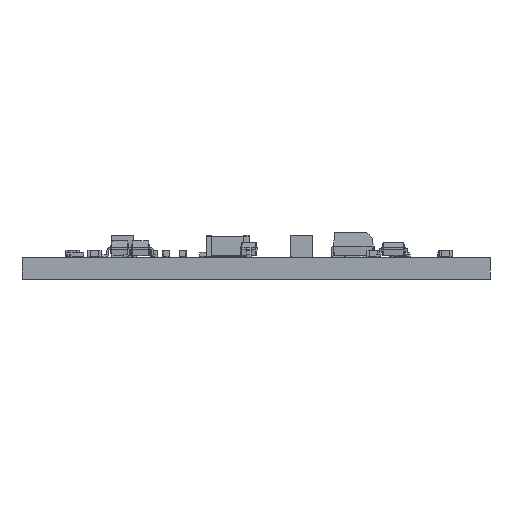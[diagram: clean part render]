
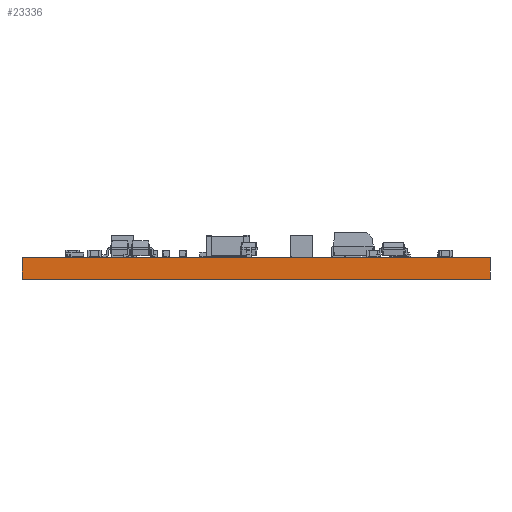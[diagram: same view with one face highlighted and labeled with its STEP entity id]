
A CAD part, front view. The second image highlights one B-rep face of the part: STEP entity #23336.
In plain terms, the highlighted planar face has unit normal (0, -1, 0).
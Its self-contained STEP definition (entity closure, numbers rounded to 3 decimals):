
#23155 = PLANE('',#23156);
#23156 = AXIS2_PLACEMENT_3D('',#23157,#23158,#23159);
#23157 = CARTESIAN_POINT('',(162.662,-100.337,0.));
#23158 = DIRECTION('',(1.,0.,0.));
#23159 = DIRECTION('',(0.,-1.,0.));
#23180 = VERTEX_POINT('',#23181);
#23181 = CARTESIAN_POINT('',(162.674,-126.594,1.6));
#23195 = PLANE('',#23196);
#23196 = AXIS2_PLACEMENT_3D('',#23197,#23198,#23199);
#23197 = CARTESIAN_POINT('',(145.269,-88.307,1.6));
#23198 = DIRECTION('',(0.,0.,-1.));
#23199 = DIRECTION('',(-1.,0.,0.));
#23207 = EDGE_CURVE('',#23208,#23180,#23210,.T.);
#23208 = VERTEX_POINT('',#23209);
#23209 = CARTESIAN_POINT('',(162.674,-126.594,0.));
#23210 = SURFACE_CURVE('',#23211,(#23215,#23222),.PCURVE_S1.);
#23211 = LINE('',#23212,#23213);
#23212 = CARTESIAN_POINT('',(162.674,-126.594,0.));
#23213 = VECTOR('',#23214,1.);
#23214 = DIRECTION('',(0.,0.,1.));
#23215 = PCURVE('',#23155,#23216);
#23216 = DEFINITIONAL_REPRESENTATION('',(#23217),#23221);
#23217 = LINE('',#23218,#23219);
#23218 = CARTESIAN_POINT('',(26.257,0.));
#23219 = VECTOR('',#23220,1.);
#23220 = DIRECTION('',(0.,-1.));
#23221 = ( GEOMETRIC_REPRESENTATION_CONTEXT(2) 
PARAMETRIC_REPRESENTATION_CONTEXT() REPRESENTATION_CONTEXT('2D SPACE',''
  ) );
#23222 = PCURVE('',#23223,#23228);
#23223 = PLANE('',#23224);
#23224 = AXIS2_PLACEMENT_3D('',#23225,#23226,#23227);
#23225 = CARTESIAN_POINT('',(162.674,-126.594,0.));
#23226 = DIRECTION('',(0.,-1.,0.));
#23227 = DIRECTION('',(-1.,0.,0.));
#23228 = DEFINITIONAL_REPRESENTATION('',(#23229),#23233);
#23229 = LINE('',#23230,#23231);
#23230 = CARTESIAN_POINT('',(0.,0.));
#23231 = VECTOR('',#23232,1.);
#23232 = DIRECTION('',(0.,-1.));
#23233 = ( GEOMETRIC_REPRESENTATION_CONTEXT(2) 
PARAMETRIC_REPRESENTATION_CONTEXT() REPRESENTATION_CONTEXT('2D SPACE',''
  ) );
#23249 = PLANE('',#23250);
#23250 = AXIS2_PLACEMENT_3D('',#23251,#23252,#23253);
#23251 = CARTESIAN_POINT('',(145.269,-88.307,0.));
#23252 = DIRECTION('',(0.,0.,-1.));
#23253 = DIRECTION('',(-1.,0.,0.));
#23336 = ADVANCED_FACE('',(#23337),#23223,.T.);
#23337 = FACE_BOUND('',#23338,.T.);
#23338 = EDGE_LOOP('',(#23339,#23340,#23363,#23391));
#23339 = ORIENTED_EDGE('',*,*,#23207,.T.);
#23340 = ORIENTED_EDGE('',*,*,#23341,.T.);
#23341 = EDGE_CURVE('',#23180,#23342,#23344,.T.);
#23342 = VERTEX_POINT('',#23343);
#23343 = CARTESIAN_POINT('',(127.889,-126.594,1.6));
#23344 = SURFACE_CURVE('',#23345,(#23349,#23356),.PCURVE_S1.);
#23345 = LINE('',#23346,#23347);
#23346 = CARTESIAN_POINT('',(162.674,-126.594,1.6));
#23347 = VECTOR('',#23348,1.);
#23348 = DIRECTION('',(-1.,0.,0.));
#23349 = PCURVE('',#23223,#23350);
#23350 = DEFINITIONAL_REPRESENTATION('',(#23351),#23355);
#23351 = LINE('',#23352,#23353);
#23352 = CARTESIAN_POINT('',(0.,-1.6));
#23353 = VECTOR('',#23354,1.);
#23354 = DIRECTION('',(1.,0.));
#23355 = ( GEOMETRIC_REPRESENTATION_CONTEXT(2) 
PARAMETRIC_REPRESENTATION_CONTEXT() REPRESENTATION_CONTEXT('2D SPACE',''
  ) );
#23356 = PCURVE('',#23195,#23357);
#23357 = DEFINITIONAL_REPRESENTATION('',(#23358),#23362);
#23358 = LINE('',#23359,#23360);
#23359 = CARTESIAN_POINT('',(-17.405,-38.286));
#23360 = VECTOR('',#23361,1.);
#23361 = DIRECTION('',(1.,0.));
#23362 = ( GEOMETRIC_REPRESENTATION_CONTEXT(2) 
PARAMETRIC_REPRESENTATION_CONTEXT() REPRESENTATION_CONTEXT('2D SPACE',''
  ) );
#23363 = ORIENTED_EDGE('',*,*,#23364,.F.);
#23364 = EDGE_CURVE('',#23365,#23342,#23367,.T.);
#23365 = VERTEX_POINT('',#23366);
#23366 = CARTESIAN_POINT('',(127.889,-126.594,0.));
#23367 = SURFACE_CURVE('',#23368,(#23372,#23379),.PCURVE_S1.);
#23368 = LINE('',#23369,#23370);
#23369 = CARTESIAN_POINT('',(127.889,-126.594,0.));
#23370 = VECTOR('',#23371,1.);
#23371 = DIRECTION('',(0.,0.,1.));
#23372 = PCURVE('',#23223,#23373);
#23373 = DEFINITIONAL_REPRESENTATION('',(#23374),#23378);
#23374 = LINE('',#23375,#23376);
#23375 = CARTESIAN_POINT('',(34.785,0.));
#23376 = VECTOR('',#23377,1.);
#23377 = DIRECTION('',(0.,-1.));
#23378 = ( GEOMETRIC_REPRESENTATION_CONTEXT(2) 
PARAMETRIC_REPRESENTATION_CONTEXT() REPRESENTATION_CONTEXT('2D SPACE',''
  ) );
#23379 = PCURVE('',#23380,#23385);
#23380 = PLANE('',#23381);
#23381 = AXIS2_PLACEMENT_3D('',#23382,#23383,#23384);
#23382 = CARTESIAN_POINT('',(127.889,-126.594,0.));
#23383 = DIRECTION('',(-1.,0.,0.));
#23384 = DIRECTION('',(0.,1.,0.));
#23385 = DEFINITIONAL_REPRESENTATION('',(#23386),#23390);
#23386 = LINE('',#23387,#23388);
#23387 = CARTESIAN_POINT('',(0.,0.));
#23388 = VECTOR('',#23389,1.);
#23389 = DIRECTION('',(0.,-1.));
#23390 = ( GEOMETRIC_REPRESENTATION_CONTEXT(2) 
PARAMETRIC_REPRESENTATION_CONTEXT() REPRESENTATION_CONTEXT('2D SPACE',''
  ) );
#23391 = ORIENTED_EDGE('',*,*,#23392,.F.);
#23392 = EDGE_CURVE('',#23208,#23365,#23393,.T.);
#23393 = SURFACE_CURVE('',#23394,(#23398,#23405),.PCURVE_S1.);
#23394 = LINE('',#23395,#23396);
#23395 = CARTESIAN_POINT('',(162.674,-126.594,0.));
#23396 = VECTOR('',#23397,1.);
#23397 = DIRECTION('',(-1.,0.,0.));
#23398 = PCURVE('',#23223,#23399);
#23399 = DEFINITIONAL_REPRESENTATION('',(#23400),#23404);
#23400 = LINE('',#23401,#23402);
#23401 = CARTESIAN_POINT('',(0.,0.));
#23402 = VECTOR('',#23403,1.);
#23403 = DIRECTION('',(1.,0.));
#23404 = ( GEOMETRIC_REPRESENTATION_CONTEXT(2) 
PARAMETRIC_REPRESENTATION_CONTEXT() REPRESENTATION_CONTEXT('2D SPACE',''
  ) );
#23405 = PCURVE('',#23249,#23406);
#23406 = DEFINITIONAL_REPRESENTATION('',(#23407),#23411);
#23407 = LINE('',#23408,#23409);
#23408 = CARTESIAN_POINT('',(-17.405,-38.286));
#23409 = VECTOR('',#23410,1.);
#23410 = DIRECTION('',(1.,0.));
#23411 = ( GEOMETRIC_REPRESENTATION_CONTEXT(2) 
PARAMETRIC_REPRESENTATION_CONTEXT() REPRESENTATION_CONTEXT('2D SPACE',''
  ) );
